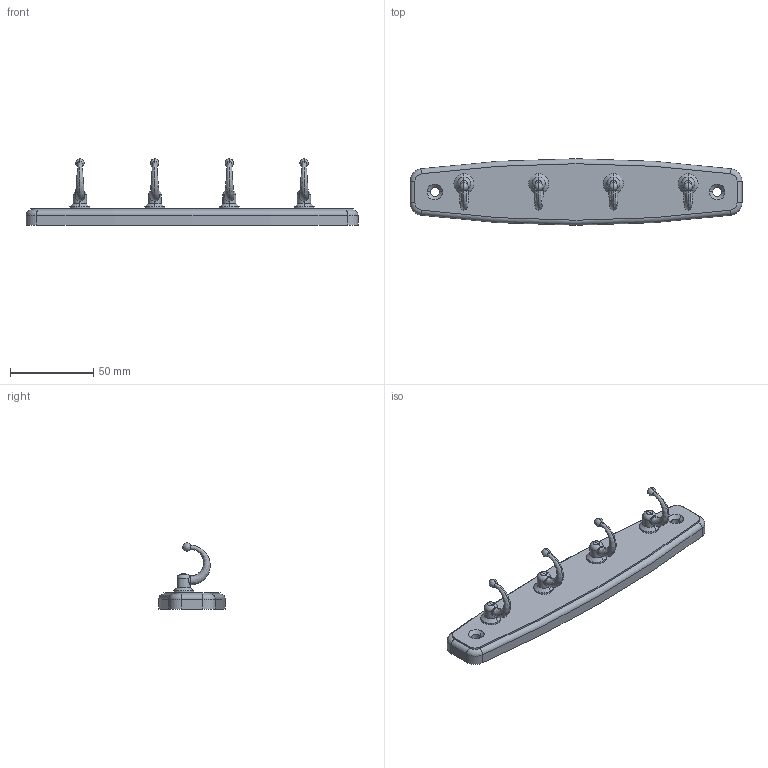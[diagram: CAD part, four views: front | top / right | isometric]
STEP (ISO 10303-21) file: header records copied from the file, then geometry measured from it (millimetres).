
FILE_DESCRIPTION(('Creo Elements/Direct Modeling STEP Export'),'2;1');
FILE_NAME('1024-200.stp','2018-08-17T11:24:16',(''),(''),'Creo Elements/Direct Modeling STEP processor for AP214 (Solid Model)','Creo Elements/Direct Modeling 20.0 12-Nov-2016 (C) Parametric Technology GmbH','');
FILE_SCHEMA(('AUTOMOTIVE_DESIGN { 1 0 10303 214 1 1 1 1 }'));
Products named in the file (1): 1024-200
Bounding box: 200 x 40 x 39.9 mm (x, y, z)
Volume: 72253.4 mm3; surface area: 20892.9 mm2
Topology: 1 solids, 1 shells, 98 faces, 224 edges, 116 vertices
Faces by surface type: cylinder 42, sphere 16, torus 14, cone 12, bspline 8, plane 6
Entity records: 64036 total; most frequent: CARTESIAN_POINT 61961, DIRECTION 438, ORIENTED_EDGE 416, EDGE_CURVE 208, AXIS2_PLACEMENT_3D 189, VERTEX_POINT 116, EDGE_LOOP 106, FACE_OUTER_BOUND 98
